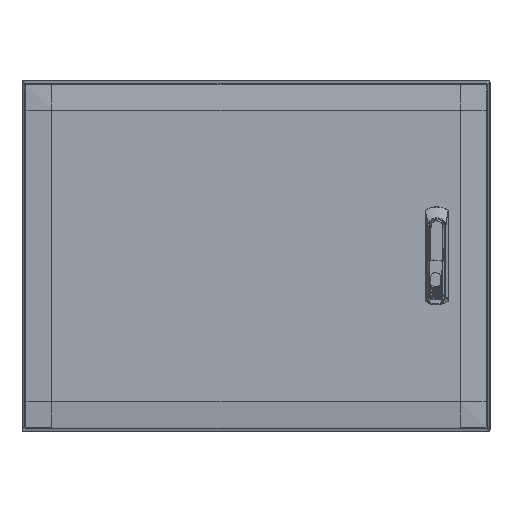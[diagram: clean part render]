
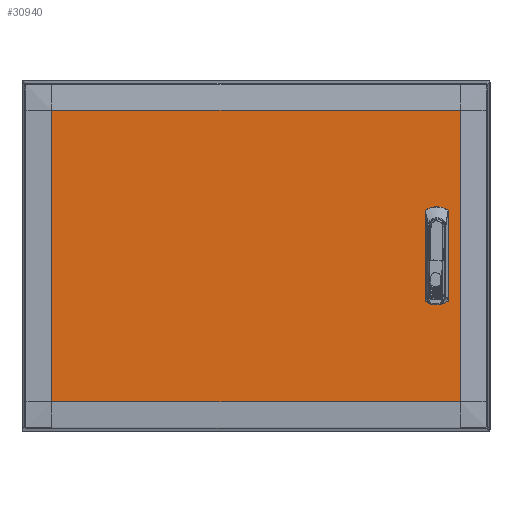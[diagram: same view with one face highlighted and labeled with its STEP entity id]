
A CAD part, top view. The second image highlights one B-rep face of the part: STEP entity #30940.
In plain terms, the highlighted face is planar.
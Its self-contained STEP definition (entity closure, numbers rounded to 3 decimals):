
#228 = CARTESIAN_POINT ( 'NONE',  ( -75., 50., -296.5 ) ) ;
#2712 = ORIENTED_EDGE ( 'NONE', *, *, #34329, .F. ) ;
#3212 = CARTESIAN_POINT ( 'NONE',  ( 75., 50., 399. ) ) ;
#5437 = DIRECTION ( 'NONE',  ( 0., 0., -1. ) ) ;
#7246 = EDGE_CURVE ( 'NONE', #106349, #139921, #125895, .T. ) ;
#7297 = CARTESIAN_POINT ( 'NONE',  ( 75., 50., -296.5 ) ) ;
#9470 = DIRECTION ( 'NONE',  ( 1., 0., 0. ) ) ;
#10446 = LINE ( 'NONE', #101673, #193240 ) ;
#11804 = VERTEX_POINT ( 'NONE', #20290 ) ;
#19366 = VECTOR ( 'NONE', #31192, 1000. ) ;
#20137 = VECTOR ( 'NONE', #190301, 1000. ) ;
#20290 = CARTESIAN_POINT ( 'NONE',  ( 25., 50., -321.5 ) ) ;
#23376 = EDGE_CURVE ( 'NONE', #173713, #170748, #108932, .T. ) ;
#27215 = ORIENTED_EDGE ( 'NONE', *, *, #23376, .T. ) ;
#27471 = LINE ( 'NONE', #179424, #68239 ) ;
#29037 = CARTESIAN_POINT ( 'NONE',  ( 1621.816, 50., -349. ) ) ;
#30940 = ADVANCED_FACE ( 'NONE', ( #171222, #35866, #92792 ), #80003, .F. ) ;
#31192 = DIRECTION ( 'NONE',  ( -1., 0., 0. ) ) ;
#33790 = VECTOR ( 'NONE', #176532, 1000. ) ;
#34329 = EDGE_CURVE ( 'NONE', #50145, #79460, #127295, .T. ) ;
#35128 = EDGE_CURVE ( 'NONE', #179542, #124442, #165560, .T. ) ;
#35866 = FACE_BOUND ( 'NONE', #49923, .T. ) ;
#41194 = VECTOR ( 'NONE', #170928, 1000. ) ;
#45216 = EDGE_CURVE ( 'NONE', #190515, #148840, #151590, .T. ) ;
#48615 = CARTESIAN_POINT ( 'NONE',  ( -299., 50., -321.5 ) ) ;
#48912 = EDGE_CURVE ( 'NONE', #139921, #173713, #152559, .T. ) ;
#49840 = CARTESIAN_POINT ( 'NONE',  ( 249., 50., 349. ) ) ;
#49923 = EDGE_LOOP ( 'NONE', ( #171055, #27215, #164844, #172996 ) ) ;
#50145 = VERTEX_POINT ( 'NONE', #49840 ) ;
#53299 = DIRECTION ( 'NONE',  ( 0., 0., -1. ) ) ;
#55929 = CARTESIAN_POINT ( 'NONE',  ( 75., 50., -321.5 ) ) ;
#58174 = EDGE_CURVE ( 'NONE', #192354, #179542, #92501, .T. ) ;
#61497 = CARTESIAN_POINT ( 'NONE',  ( -75., 50., -321.5 ) ) ;
#62869 = DIRECTION ( 'NONE',  ( 0., 0., 1. ) ) ;
#66044 = VECTOR ( 'NONE', #90787, 1000. ) ;
#68013 = CARTESIAN_POINT ( 'NONE',  ( 249., 50., -349. ) ) ;
#68179 = ORIENTED_EDGE ( 'NONE', *, *, #121915, .T. ) ;
#68239 = VECTOR ( 'NONE', #192270, 1000. ) ;
#72267 = CARTESIAN_POINT ( 'NONE',  ( -249., 50., -349. ) ) ;
#75349 = ORIENTED_EDGE ( 'NONE', *, *, #45216, .T. ) ;
#78177 = VECTOR ( 'NONE', #62869, 1000. ) ;
#79460 = VERTEX_POINT ( 'NONE', #184492 ) ;
#80003 = PLANE ( 'NONE',  #98807 ) ;
#84347 = LINE ( 'NONE', #115700, #20137 ) ;
#86320 = CARTESIAN_POINT ( 'NONE',  ( -299., 50., -296.5 ) ) ;
#86956 = ORIENTED_EDGE ( 'NONE', *, *, #35128, .T. ) ;
#87282 = LINE ( 'NONE', #86320, #33790 ) ;
#90787 = DIRECTION ( 'NONE',  ( 1., 0., 0. ) ) ;
#92501 = LINE ( 'NONE', #3212, #41194 ) ;
#92792 = FACE_OUTER_BOUND ( 'NONE', #104955, .T. ) ;
#93582 = CARTESIAN_POINT ( 'NONE',  ( 25., 50., -296.5 ) ) ;
#97853 = CARTESIAN_POINT ( 'NONE',  ( -25., 50., -321.5 ) ) ;
#98807 = AXIS2_PLACEMENT_3D ( 'NONE', #169275, #140792, #5437 ) ;
#100025 = ORIENTED_EDGE ( 'NONE', *, *, #126159, .T. ) ;
#101673 = CARTESIAN_POINT ( 'NONE',  ( -299., 50., -321.5 ) ) ;
#101875 = VECTOR ( 'NONE', #53299, 1000. ) ;
#103784 = CARTESIAN_POINT ( 'NONE',  ( -299., 50., -296.5 ) ) ;
#104955 = EDGE_LOOP ( 'NONE', ( #75349, #149569, #2712, #68179 ) ) ;
#105710 = EDGE_CURVE ( 'NONE', #79460, #148840, #84347, .T. ) ;
#106349 = VERTEX_POINT ( 'NONE', #228 ) ;
#108595 = EDGE_CURVE ( 'NONE', #11804, #192354, #10446, .T. ) ;
#108932 = LINE ( 'NONE', #139339, #78177 ) ;
#111966 = VECTOR ( 'NONE', #193917, 1000. ) ;
#113555 = CARTESIAN_POINT ( 'NONE',  ( 25., 50., 399. ) ) ;
#114630 = ORIENTED_EDGE ( 'NONE', *, *, #58174, .T. ) ;
#115700 = CARTESIAN_POINT ( 'NONE',  ( -249., 50., 1746.816 ) ) ;
#121915 = EDGE_CURVE ( 'NONE', #50145, #190515, #27471, .T. ) ;
#122007 = EDGE_CURVE ( 'NONE', #170748, #106349, #87282, .T. ) ;
#124442 = VERTEX_POINT ( 'NONE', #93582 ) ;
#125331 = VECTOR ( 'NONE', #160601, 1000. ) ;
#125895 = LINE ( 'NONE', #184781, #101875 ) ;
#126159 = EDGE_CURVE ( 'NONE', #124442, #11804, #192009, .T. ) ;
#127295 = LINE ( 'NONE', #191027, #111966 ) ;
#132681 = EDGE_LOOP ( 'NONE', ( #152951, #114630, #86956, #100025 ) ) ;
#137154 = VECTOR ( 'NONE', #166309, 1000. ) ;
#139339 = CARTESIAN_POINT ( 'NONE',  ( -25., 50., 399. ) ) ;
#139921 = VERTEX_POINT ( 'NONE', #61497 ) ;
#140792 = DIRECTION ( 'NONE',  ( 0., -1., 0. ) ) ;
#148840 = VERTEX_POINT ( 'NONE', #72267 ) ;
#149569 = ORIENTED_EDGE ( 'NONE', *, *, #105710, .F. ) ;
#151590 = LINE ( 'NONE', #29037, #137154 ) ;
#152559 = LINE ( 'NONE', #48615, #66044 ) ;
#152951 = ORIENTED_EDGE ( 'NONE', *, *, #108595, .T. ) ;
#160601 = DIRECTION ( 'NONE',  ( 0., 0., -1. ) ) ;
#164844 = ORIENTED_EDGE ( 'NONE', *, *, #122007, .T. ) ;
#165560 = LINE ( 'NONE', #103784, #19366 ) ;
#166309 = DIRECTION ( 'NONE',  ( -1., 0., 0. ) ) ;
#169275 = CARTESIAN_POINT ( 'NONE',  ( -299., 50., 399. ) ) ;
#170748 = VERTEX_POINT ( 'NONE', #174843 ) ;
#170928 = DIRECTION ( 'NONE',  ( 0., 0., 1. ) ) ;
#171055 = ORIENTED_EDGE ( 'NONE', *, *, #48912, .T. ) ;
#171222 = FACE_BOUND ( 'NONE', #132681, .T. ) ;
#172996 = ORIENTED_EDGE ( 'NONE', *, *, #7246, .T. ) ;
#173713 = VERTEX_POINT ( 'NONE', #97853 ) ;
#174843 = CARTESIAN_POINT ( 'NONE',  ( -25., 50., -296.5 ) ) ;
#176532 = DIRECTION ( 'NONE',  ( -1., 0., 0. ) ) ;
#179424 = CARTESIAN_POINT ( 'NONE',  ( 249., 50., 1746.816 ) ) ;
#179542 = VERTEX_POINT ( 'NONE', #7297 ) ;
#184492 = CARTESIAN_POINT ( 'NONE',  ( -249., 50., 349. ) ) ;
#184781 = CARTESIAN_POINT ( 'NONE',  ( -75., 50., 399. ) ) ;
#190301 = DIRECTION ( 'NONE',  ( 0., 0., -1. ) ) ;
#190515 = VERTEX_POINT ( 'NONE', #68013 ) ;
#191027 = CARTESIAN_POINT ( 'NONE',  ( 1621.816, 50., 349. ) ) ;
#192009 = LINE ( 'NONE', #113555, #125331 ) ;
#192270 = DIRECTION ( 'NONE',  ( 0., 0., -1. ) ) ;
#192354 = VERTEX_POINT ( 'NONE', #55929 ) ;
#193240 = VECTOR ( 'NONE', #9470, 1000. ) ;
#193917 = DIRECTION ( 'NONE',  ( -1., 0., 0. ) ) ;
